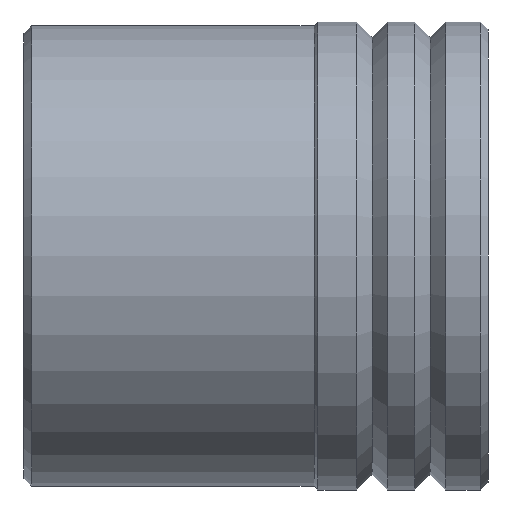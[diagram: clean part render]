
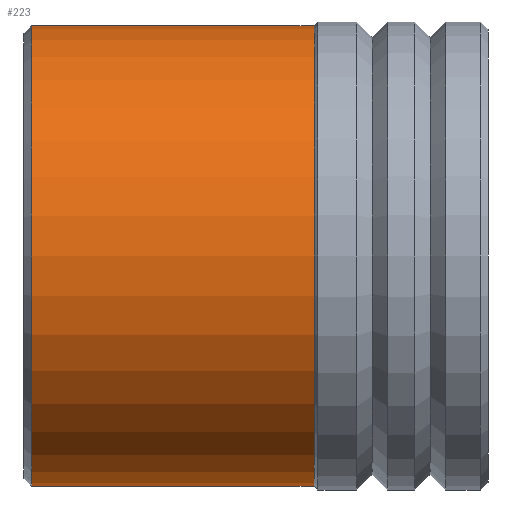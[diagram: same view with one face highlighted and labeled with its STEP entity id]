
A CAD part, left-side view. The second image highlights one B-rep face of the part: STEP entity #223.
In plain terms, the highlighted cylindrical face has radius 5.95 mm (diameter 11.9 mm), a partial arc.
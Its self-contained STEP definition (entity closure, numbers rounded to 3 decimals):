
#18 = VERTEX_POINT ( 'NONE', #400 ) ;
#31 = VERTEX_POINT ( 'NONE', #418 ) ;
#32 = EDGE_CURVE ( 'NONE', #18, #113, #403, .T. ) ;
#110 = VERTEX_POINT ( 'NONE', #578 ) ;
#113 = VERTEX_POINT ( 'NONE', #584 ) ;
#220 = EDGE_LOOP ( 'NONE', ( #233, #249, #224, #242 ) ) ;
#223 = ADVANCED_FACE ( 'NONE', ( #910 ), #906, .T. ) ;
#224 = ORIENTED_EDGE ( 'NONE', *, *, #370, .T. ) ;
#233 = ORIENTED_EDGE ( 'NONE', *, *, #32, .F. ) ;
#240 = EDGE_CURVE ( 'NONE', #18, #31, #756, .T. ) ;
#242 = ORIENTED_EDGE ( 'NONE', *, *, #243, .T. ) ;
#243 = EDGE_CURVE ( 'NONE', #110, #113, #755, .T. ) ;
#249 = ORIENTED_EDGE ( 'NONE', *, *, #240, .T. ) ;
#370 = EDGE_CURVE ( 'NONE', #31, #110, #1081, .T. ) ;
#400 = CARTESIAN_POINT ( 'NONE',  ( 0., -7.5, -5.95 ) ) ;
#403 = LINE ( 'NONE', #461, #460 ) ;
#418 = CARTESIAN_POINT ( 'NONE',  ( 0., -7.5, 5.95 ) ) ;
#459 = DIRECTION ( 'NONE',  ( 0., 1., 0. ) ) ;
#460 = VECTOR ( 'NONE', #459, 1000. ) ;
#461 = CARTESIAN_POINT ( 'NONE',  ( 0., 2.001, -5.95 ) ) ;
#578 = CARTESIAN_POINT ( 'NONE',  ( 0., -0.2, 5.95 ) ) ;
#584 = CARTESIAN_POINT ( 'NONE',  ( 0., -0.2, -5.95 ) ) ;
#753 = CARTESIAN_POINT ( 'NONE',  ( 0., -7.5, 0. ) ) ;
#754 = CARTESIAN_POINT ( 'NONE',  ( 0., -0.2, 0. ) ) ;
#755 = CIRCLE ( 'NONE', #936, 5.95 ) ;
#756 = CIRCLE ( 'NONE', #943, 5.95 ) ;
#891 = DIRECTION ( 'NONE',  ( 0., 0., 1. ) ) ;
#898 = DIRECTION ( 'NONE',  ( 0., 1., 0. ) ) ;
#902 = AXIS2_PLACEMENT_3D ( 'NONE', #905, #898, #891 ) ;
#905 = CARTESIAN_POINT ( 'NONE',  ( 0., 2.001, 0. ) ) ;
#906 = CYLINDRICAL_SURFACE ( 'NONE', #902, 5.95 ) ;
#910 = FACE_OUTER_BOUND ( 'NONE', #220, .T. ) ;
#934 = DIRECTION ( 'NONE',  ( 0., 0., -1. ) ) ;
#935 = DIRECTION ( 'NONE',  ( 0., -1., 0. ) ) ;
#936 = AXIS2_PLACEMENT_3D ( 'NONE', #754, #935, #934 ) ;
#941 = DIRECTION ( 'NONE',  ( 0., 0., 1. ) ) ;
#942 = DIRECTION ( 'NONE',  ( 0., 1., 0. ) ) ;
#943 = AXIS2_PLACEMENT_3D ( 'NONE', #753, #942, #941 ) ;
#1029 = DIRECTION ( 'NONE',  ( 0., 1., 0. ) ) ;
#1079 = VECTOR ( 'NONE', #1029, 1000. ) ;
#1080 = CARTESIAN_POINT ( 'NONE',  ( 0., 2.001, 5.95 ) ) ;
#1081 = LINE ( 'NONE', #1080, #1079 ) ;
